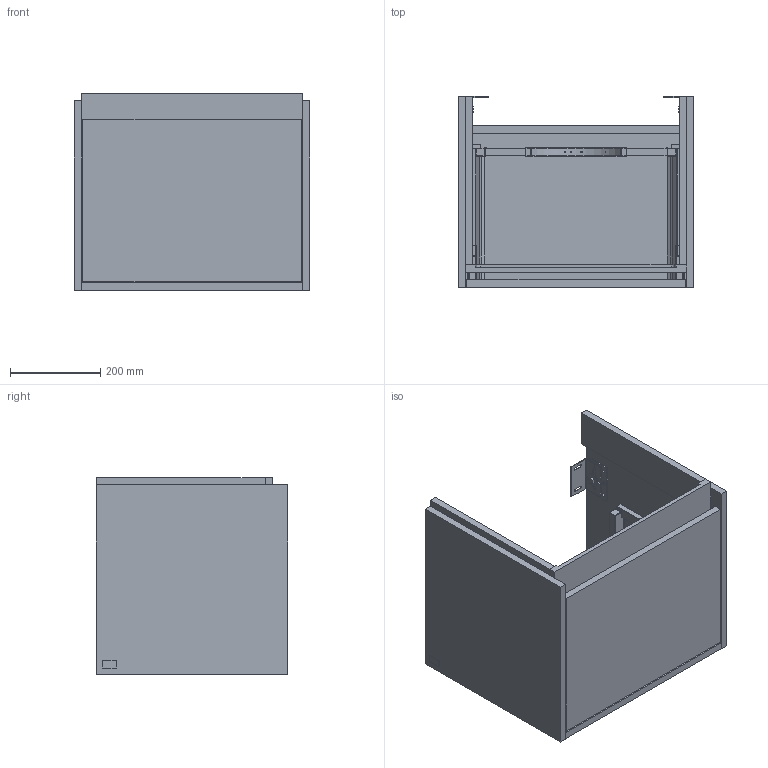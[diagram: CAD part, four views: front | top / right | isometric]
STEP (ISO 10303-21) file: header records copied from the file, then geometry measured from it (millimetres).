
FILE_DESCRIPTION(/* description */ (''),/* implementation_level */ '2;1');
FILE_NAME(/* name */ 'C78300_RFS.stp',/* time_stamp */ '2024-06-18T15:09:09+02:00',/* author */ ('schmidtkonj'),/* organization */ (''),/* preprocessor_version */ 'ST-DEVELOPER v18.1',/* originating_system */ 'Autodesk Inventor 2021',/* authorisation */ '');
FILE_SCHEMA (('AUTOMOTIVE_DESIGN { 1 0 10303 214 3 1 1 }'));
Length unit declared in the file: millimetre
Products named in the file (1): C78300_RFS
Bounding box: 522.5 x 424 x 436 mm (x, y, z)
Volume: 17022345.5 mm3; surface area: 2591105.9 mm2
Topology: 40 solids, 40 shells, 1329 faces, 3608 edges, 2407 vertices
Faces by surface type: plane 860, cylinder 385, bspline 42, cone 34, torus 4, sphere 4
Full cylindrical faces by diameter (mm): 4 x4, 5 x2, 5.1 x2, 6 x4, 7 x10, 8 x4, 8.4 x2, 30 x2
Entity records: 48525 total; most frequent: CARTESIAN_POINT 13889, ORIENTED_EDGE 7216, DIRECTION 7017, EDGE_CURVE 3608, LINE 2589, VECTOR 2589, VERTEX_POINT 2407, AXIS2_PLACEMENT_3D 2214
